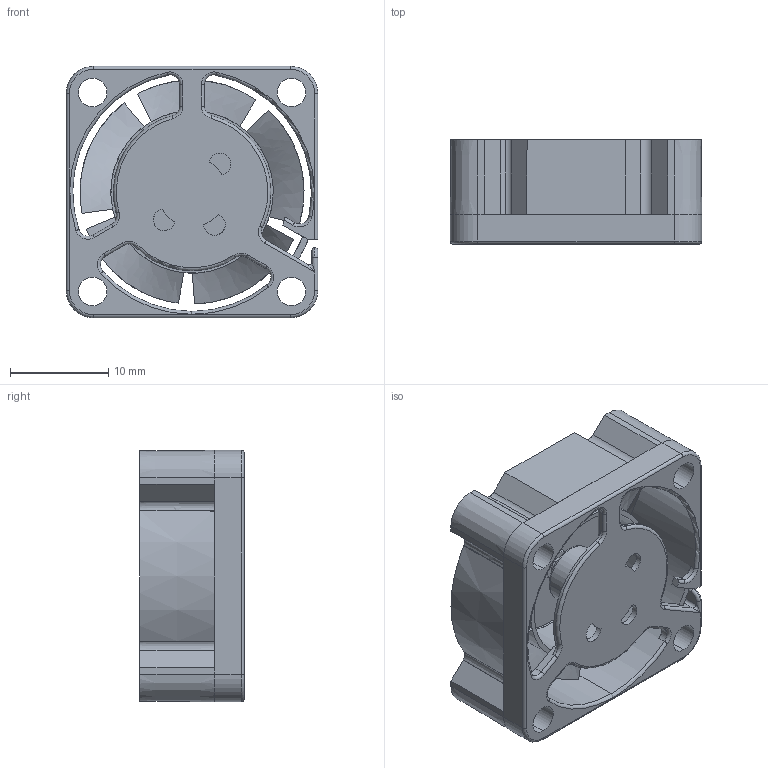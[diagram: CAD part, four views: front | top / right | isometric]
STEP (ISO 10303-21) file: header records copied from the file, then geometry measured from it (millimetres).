
FILE_DESCRIPTION((''),'2;1');
FILE_NAME('2510ZZT-HY_ASM','2022-02-28T15:57:07',('Administrator'),(''),'CREO PARAMETRIC BY PTC INC, 2021164','CREO PARAMETRIC BY PTC INC, 2021164','');
FILE_SCHEMA(('CONFIG_CONTROL_DESIGN'));
Length unit declared in the file: millimetre
Products named in the file (6): 2510YEYASHANYE; 2510K1-1; ASM0014_ASM_ASM; _2510; 2510_ASM_ASM; 2510ZZT-HY_ASM
Assembly tree (5 placements, depth 4):
  2510ZZT-HY_ASM
    2510_ASM_ASM
      ASM0014_ASM_ASM
        2510YEYASHANYE
        2510K1-1
      _2510
Bounding box: 25.55 x 10.6 x 25.56 mm (x, y, z)
Volume: 2013.2 mm3; surface area: 4776.3 mm2
Topology: 2 solids, 2 shells, 226 faces, 617 edges, 401 vertices
Faces by surface type: cylinder 103, plane 61, torus 32, cone 19, bspline 11
Entity records: 8727 total; most frequent: CARTESIAN_POINT 2750, DIRECTION 1276, ORIENTED_EDGE 1234, EDGE_CURVE 617, AXIS2_PLACEMENT_3D 522, VERTEX_POINT 401, CIRCLE 292, EDGE_LOOP 252
